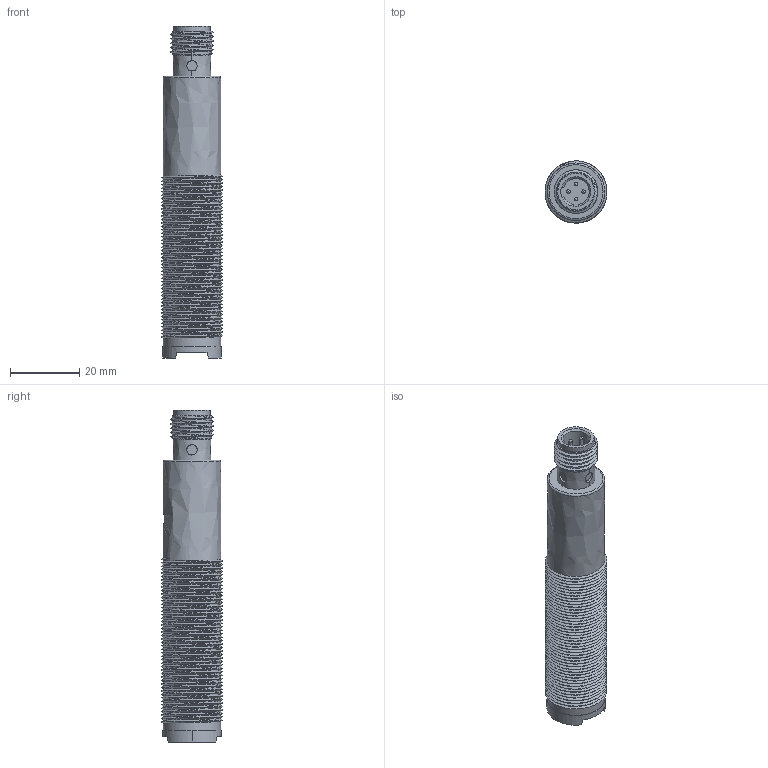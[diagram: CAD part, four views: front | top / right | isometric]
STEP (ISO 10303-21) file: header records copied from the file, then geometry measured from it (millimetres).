
FILE_DESCRIPTION( ('This file contains a STEP AP42 implementation' ,'as created by ZW3D STEP Interface translator.') ,'2;1' );
FILE_NAME( '1-M18B-DXXXXX-LXXQ4LUM.stp' ,'23 512.10 546', (''), ('ZWCAD Software Co.'), 'Version 1.0', 'ZW3D to STEP translator', '' );
FILE_SCHEMA(('AUTOMOTIVE_DESIGN'));
Length unit declared in the file: millimetre
Products named in the file (2): 0; 1-M18B-DXXXXX-LXXQ4LUM
Bounding box: 17.9 x 17.9 x 95.9 mm (x, y, z)
Volume: 19182.6 mm3; surface area: 7673.9 mm2
Topology: 1 solids, 1 shells, 149 faces, 393 edges, 254 vertices
Faces by surface type: bspline 149
Entity records: 7946 total; most frequent: CARTESIAN_POINT 5621, ORIENTED_EDGE 776, EDGE_CURVE 388, VERTEX_POINT 252, B_SPLINE_CURVE_WITH_KNOTS 198, EDGE_LOOP 160, FACE_OUTER_BOUND 149, ADVANCED_FACE 149
